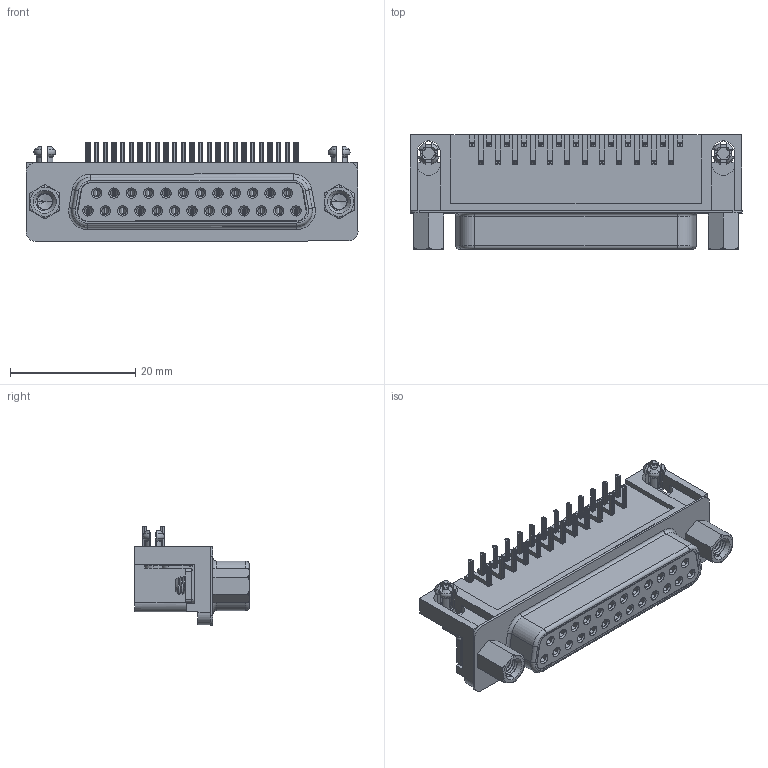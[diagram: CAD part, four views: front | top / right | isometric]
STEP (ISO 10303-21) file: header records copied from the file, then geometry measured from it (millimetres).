
FILE_DESCRIPTION((''),'2;1');
FILE_NAME('107-2524724I101-A1_ASM','2018-03-06T',('admin'),(''),'PRO/ENGINEER BY PARAMETRIC TECHNOLOGY CORPORATION, 2009280','PRO/ENGINEER BY PARAMETRIC TECHNOLOGY CORPORATION, 2009280','');
FILE_SCHEMA(('CONFIG_CONTROL_DESIGN'));
Length unit declared in the file: millimetre
Products named in the file (9): FEMALE-7_77; FRONTSHELL-25PIN_29; COVER-7_23; LONGTERMINAL-7_16; SHORTTERMINAL-7_10; YUCHA; 81411123151112_5; SCREW; 107-2524724I101-A1_ASM
Assembly tree (34 placements, depth 2):
  107-2524724I101-A1_ASM
    FEMALE-7_77
    FRONTSHELL-25PIN_29
    COVER-7_23
    LONGTERMINAL-7_16  x13
    SHORTTERMINAL-7_10  x12
    YUCHA  x2
    81411123151112_5  x2
    SCREW  x2
Bounding box: 53.05 x 18.3 x 15.75 mm (x, y, z)
Volume: 6327.8 mm3; surface area: 13728.7 mm2
Topology: 38 solids, 38 shells, 3493 faces, 9166 edges, 5771 vertices
Faces by surface type: plane 2032, cylinder 993, torus 244, cone 160, bspline 64
Entity records: 38181 total; most frequent: CARTESIAN_POINT 12801, ORIENTED_EDGE 5364, DIRECTION 4948, EDGE_CURVE 2682, VECTOR 1942, LINE 1942, VERTEX_POINT 1720, AXIS2_PLACEMENT_3D 1503
